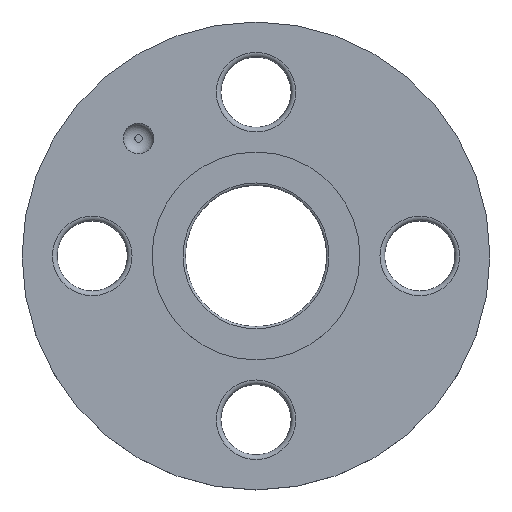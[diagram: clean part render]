
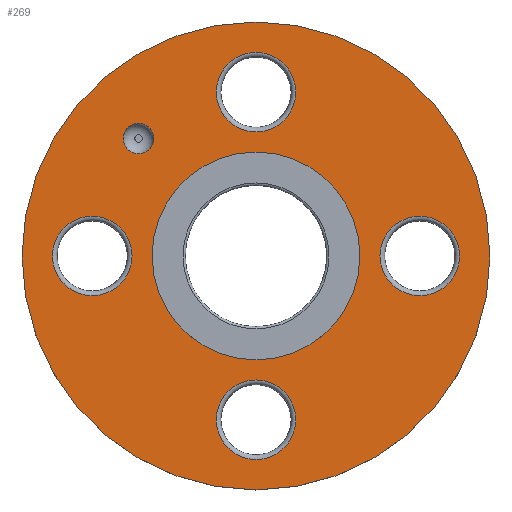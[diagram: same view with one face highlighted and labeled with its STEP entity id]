
A CAD part, top view. The second image highlights one B-rep face of the part: STEP entity #269.
In plain terms, the highlighted planar face has unit normal (0, 0, 1).
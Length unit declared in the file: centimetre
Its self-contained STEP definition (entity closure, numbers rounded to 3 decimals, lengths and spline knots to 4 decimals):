
#19=PLANE($,#296);
#24=FACE_BOUND($,#77,.T.);
#25=FACE_BOUND($,#78,.T.);
#26=FACE_BOUND($,#79,.T.);
#27=FACE_BOUND($,#80,.T.);
#28=FACE_BOUND($,#81,.T.);
#29=FACE_BOUND($,#82,.T.);
#30=FACE_BOUND($,#83,.T.);
#77=EDGE_LOOP($,(#207));
#78=EDGE_LOOP($,(#208));
#79=EDGE_LOOP($,(#209));
#80=EDGE_LOOP($,(#210));
#81=EDGE_LOOP($,(#211));
#82=EDGE_LOOP($,(#212));
#83=EDGE_LOOP($,(#213));
#128=CIRCLE($,#295,0.17);
#129=CIRCLE($,#297,0.17);
#130=CIRCLE($,#298,0.17);
#131=CIRCLE($,#299,0.065);
#132=CIRCLE($,#300,0.444);
#133=CIRCLE($,#301,1.);
#134=CIRCLE($,#302,0.17);
#154=VERTEX_POINT($,#443);
#155=VERTEX_POINT($,#446);
#156=VERTEX_POINT($,#448);
#157=VERTEX_POINT($,#450);
#158=VERTEX_POINT($,#452);
#159=VERTEX_POINT($,#454);
#160=VERTEX_POINT($,#456);
#180=EDGE_CURVE($,#154,#154,#128,.T.);
#181=EDGE_CURVE($,#155,#155,#129,.T.);
#182=EDGE_CURVE($,#156,#156,#130,.T.);
#183=EDGE_CURVE($,#157,#157,#131,.T.);
#184=EDGE_CURVE($,#158,#158,#132,.T.);
#185=EDGE_CURVE($,#159,#159,#133,.T.);
#186=EDGE_CURVE($,#160,#160,#134,.T.);
#207=ORIENTED_EDGE($,*,*,#181,.F.);
#208=ORIENTED_EDGE($,*,*,#182,.F.);
#209=ORIENTED_EDGE($,*,*,#183,.T.);
#210=ORIENTED_EDGE($,*,*,#184,.T.);
#211=ORIENTED_EDGE($,*,*,#185,.T.);
#212=ORIENTED_EDGE($,*,*,#186,.F.);
#213=ORIENTED_EDGE($,*,*,#180,.F.);
#269=ADVANCED_FACE($,(#24,#25,#26,#27,#28,#29,#30),#19,.T.);
#295=AXIS2_PLACEMENT_3D($,#444,#347,#348);
#296=AXIS2_PLACEMENT_3D($,#445,#349,#350);
#297=AXIS2_PLACEMENT_3D($,#447,#351,#352);
#298=AXIS2_PLACEMENT_3D($,#449,#353,#354);
#299=AXIS2_PLACEMENT_3D($,#451,#355,#356);
#300=AXIS2_PLACEMENT_3D($,#453,#357,#358);
#301=AXIS2_PLACEMENT_3D($,#455,#359,#360);
#302=AXIS2_PLACEMENT_3D($,#457,#361,#362);
#347=DIRECTION('center_axis',(0.,0.,1.));
#348=DIRECTION('ref_axis',(1.,0.,0.));
#349=DIRECTION('center_axis',(0.,0.,1.));
#350=DIRECTION('ref_axis',(1.,0.,0.));
#351=DIRECTION('center_axis',(0.,0.,1.));
#352=DIRECTION('ref_axis',(1.,0.,0.));
#353=DIRECTION('center_axis',(0.,0.,1.));
#354=DIRECTION('ref_axis',(1.,0.,0.));
#355=DIRECTION('center_axis',(0.,0.,-1.));
#356=DIRECTION('ref_axis',(1.,0.,0.));
#357=DIRECTION('center_axis',(0.,0.,-1.));
#358=DIRECTION('ref_axis',(1.,0.,0.));
#359=DIRECTION('center_axis',(0.,0.,1.));
#360=DIRECTION('ref_axis',(1.,0.,0.));
#361=DIRECTION('center_axis',(0.,0.,1.));
#362=DIRECTION('ref_axis',(1.,0.,0.));
#443=CARTESIAN_POINT('',(-0.87,0.,0.2));
#444=CARTESIAN_POINT('Origin',(-0.7,0.,0.2));
#445=CARTESIAN_POINT('Origin',(0.,0.,0.2));
#446=CARTESIAN_POINT('',(-0.17,0.7,0.2));
#447=CARTESIAN_POINT('Origin',(0.,0.7,0.2));
#448=CARTESIAN_POINT('',(-0.17,-0.7,0.2));
#449=CARTESIAN_POINT('Origin',(0.,-0.7,0.2));
#450=CARTESIAN_POINT('',(-0.567,0.502,0.2));
#451=CARTESIAN_POINT('Origin',(-0.502,0.502,0.2));
#452=CARTESIAN_POINT('',(-0.444,0.,0.2));
#453=CARTESIAN_POINT('Origin',(0.,0.,0.2));
#454=CARTESIAN_POINT('',(-1.,0.,0.2));
#455=CARTESIAN_POINT('Origin',(0.,0.,0.2));
#456=CARTESIAN_POINT('',(0.53,0.,0.2));
#457=CARTESIAN_POINT('Origin',(0.7,0.,0.2));
